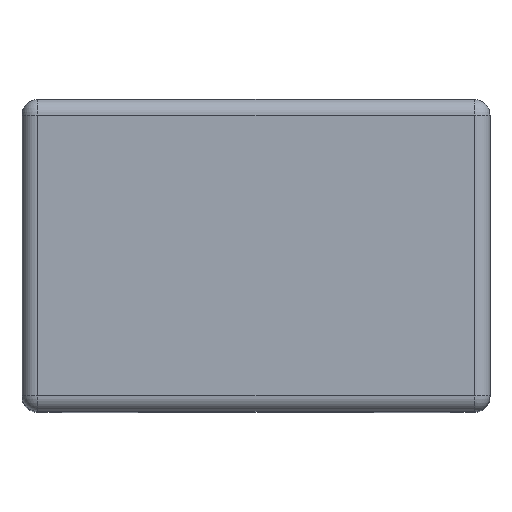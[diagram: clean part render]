
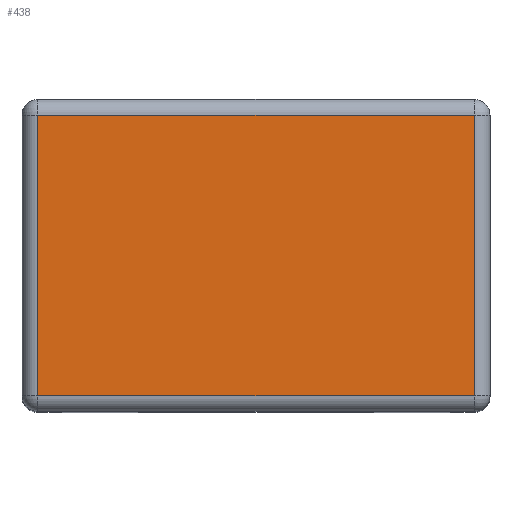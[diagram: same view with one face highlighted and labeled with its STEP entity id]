
A CAD part, top view. The second image highlights one B-rep face of the part: STEP entity #438.
In plain terms, the highlighted planar face has unit normal (0, 0, 1).
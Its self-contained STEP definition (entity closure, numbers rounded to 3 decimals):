
#438=ADVANCED_FACE('',(#853),#855,.T.);
#853=FACE_BOUND('',#854,.T.);
#854=EDGE_LOOP('',(#1662,#1663,#1664,#1665));
#855=PLANE('',#856);
#856=AXIS2_PLACEMENT_3D('',#857,#858,#859);
#857=CARTESIAN_POINT('',(0.,0.,10.));
#858=DIRECTION('',(0.,0.,1.));
#859=DIRECTION('',(1.,0.,0.));
#1662=ORIENTED_EDGE('',*,*,#1800,.T.);
#1663=ORIENTED_EDGE('',*,*,#1804,.T.);
#1664=ORIENTED_EDGE('',*,*,#1797,.T.);
#1665=ORIENTED_EDGE('',*,*,#1806,.T.);
#1797=EDGE_CURVE('',#1983,#1981,#1984,.T.);
#1800=EDGE_CURVE('',#1988,#1986,#1989,.T.);
#1804=EDGE_CURVE('',#1986,#1983,#1993,.T.);
#1806=EDGE_CURVE('',#1981,#1988,#1995,.T.);
#1981=VERTEX_POINT('',#2384);
#1983=VERTEX_POINT('',#2389);
#1984=LINE('',#2390,#2391);
#1986=VERTEX_POINT('',#2397);
#1988=VERTEX_POINT('',#2402);
#1989=LINE('',#2403,#2404);
#1993=LINE('',#2418,#2419);
#1995=LINE('',#2425,#2426);
#2384=CARTESIAN_POINT('',(-3.5,2.25,10.));
#2389=CARTESIAN_POINT('',(3.5,2.25,10.));
#2390=CARTESIAN_POINT('',(3.5,2.25,10.));
#2391=VECTOR('',#2392,1.);
#2392=DIRECTION('',(-1.,0.,0.));
#2397=CARTESIAN_POINT('',(3.5,-2.25,10.));
#2402=CARTESIAN_POINT('',(-3.5,-2.25,10.));
#2403=CARTESIAN_POINT('',(-3.5,-2.25,10.));
#2404=VECTOR('',#2405,1.);
#2405=DIRECTION('',(1.,0.,0.));
#2418=CARTESIAN_POINT('',(3.5,-2.25,10.));
#2419=VECTOR('',#2420,1.);
#2420=DIRECTION('',(0.,1.,0.));
#2425=CARTESIAN_POINT('',(-3.5,2.25,10.));
#2426=VECTOR('',#2427,1.);
#2427=DIRECTION('',(0.,-1.,0.));
